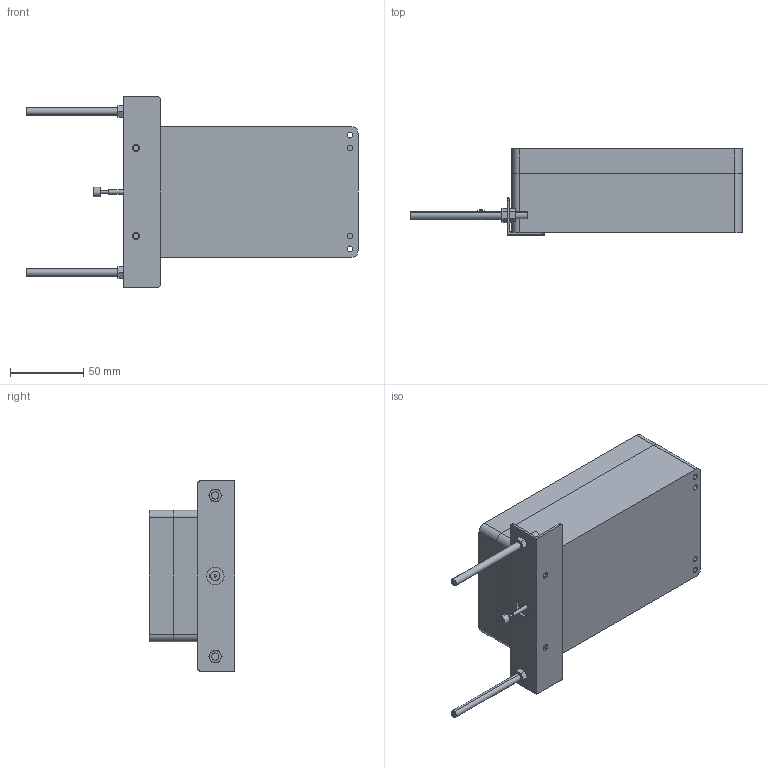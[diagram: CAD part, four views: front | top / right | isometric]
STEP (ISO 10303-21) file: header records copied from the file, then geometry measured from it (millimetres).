
FILE_DESCRIPTION (( 'STEP AP214' ), '1' );
FILE_NAME ('OpenDendrometer_v0.2_Tree_20221019.STEP', '2022-10-20T02:44:30', ( '' ), ( '' ), 'SwSTEP 2.0', 'SolidWorks 2020', '' );
FILE_SCHEMA (( 'AUTOMOTIVE_DESIGN' ));
Length unit declared in the file: millimetre
Products named in the file (23): threaded_rod_tree_M5_-000; OpenDendrometer_PCB_001; digital_tire_tread_gauge_ruler_001; spring_plate_3_-000; micro_SD_card_module_001; digital_tire_tread_gauge_extended; OpenDendrometer_v0.2_Tree_20221019; mounting_bracket_-000; enclosure_case_158x90x60mm_-000; lithium_battery_2000mAh_67x40x6.5mm_001; spacer_-000; DS3231 RTC_001; spring_plate_1_-000; spring_plate_2_-000; 6432K71_Set Screw Shaft Collar_6432K71; tire_gauge_PCB_cover_001; enclosure_cover_158x90x60mm_-000; Arduino_pro_mini; spring_plate_4_-000; 91828A241_18-8 Stainless Steel Hex Nut_91828A241; AT-09_Bluetooth_module_-000; logic_level_shifter_001; digital_tire_tread_gauge_indicator_board_only
Assembly tree (29 placements, depth 3):
  OpenDendrometer_v0.2_Tree_20221019
    enclosure_case_158x90x60mm_-000
    enclosure_cover_158x90x60mm_-000
    OpenDendrometer_PCB_001
    digital_tire_tread_gauge_extended
      digital_tire_tread_gauge_indicator_board_only
      digital_tire_tread_gauge_ruler_001
    micro_SD_card_module_001
    tire_gauge_PCB_cover_001
    logic_level_shifter_001
    AT-09_Bluetooth_module_-000
    DS3231 RTC_001
    Arduino_pro_mini
    spring_plate_1_-000
    spring_plate_2_-000
    spring_plate_3_-000
    spring_plate_4_-000
    spacer_-000  x4
    mounting_bracket_-000
    lithium_battery_2000mAh_67x40x6.5mm_001
    6432K71_Set Screw Shaft Collar_6432K71
    threaded_rod_tree_M5_-000  x2
    91828A241_18-8 Stainless Steel Hex Nut_91828A241  x4
Bounding box: 226.57 x 58.69 x 130 mm (x, y, z)
Volume: 269406.7 mm3; surface area: 194955.7 mm2
Topology: 38 solids, 38 shells, 3885 faces, 10143 edges, 6530 vertices
Faces by surface type: plane 1777, bspline 1056, cylinder 833, torus 141, cone 58, sphere 20
Entity records: 210364 total; most frequent: CARTESIAN_POINT 85396, ORIENTED_EDGE 19878, DIRECTION 14737, EDGE_CURVE 9939, VERTEX_POINT 6418, LINE 5971, VECTOR 5971, AXIS2_PLACEMENT_3D 4383
